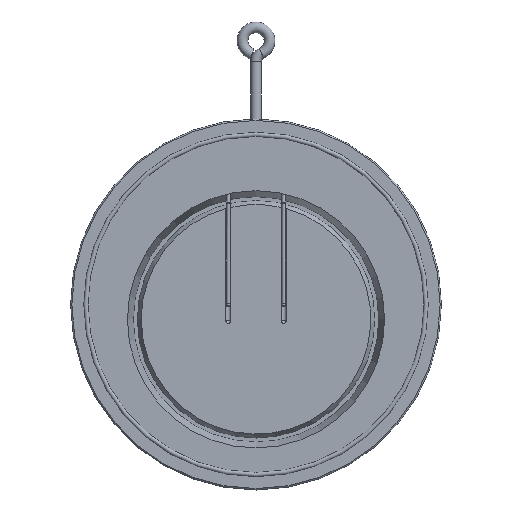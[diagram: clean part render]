
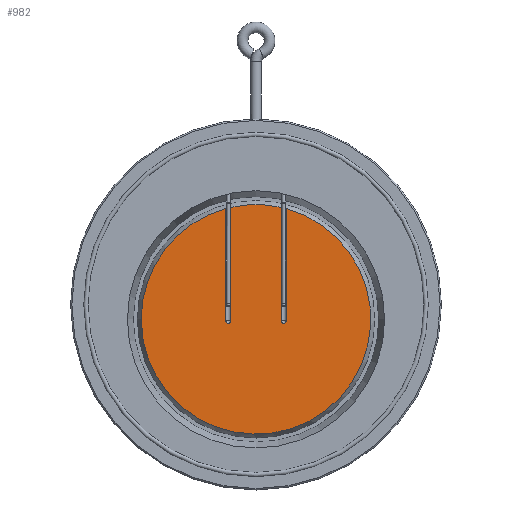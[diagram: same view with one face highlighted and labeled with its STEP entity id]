
A CAD part, top view. The second image highlights one B-rep face of the part: STEP entity #982.
In plain terms, the highlighted planar face has unit normal (0, 0, 1).
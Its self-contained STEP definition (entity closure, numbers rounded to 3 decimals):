
#68 = DIRECTION ( 'NONE',  ( -1., 0., 0. ) ) ;
#72 = DIRECTION ( 'NONE',  ( 0., -1., 0. ) ) ;
#85 = ORIENTED_EDGE ( 'NONE', *, *, #694, .F. ) ;
#87 = CARTESIAN_POINT ( 'NONE',  ( -22.331, -14., -0.505 ) ) ;
#125 = EDGE_CURVE ( 'NONE', #1273, #1256, #915, .T. ) ;
#145 = CARTESIAN_POINT ( 'NONE',  ( -22.331, -12.169, -0.505 ) ) ;
#178 = AXIS2_PLACEMENT_3D ( 'NONE', #849, #855, #871 ) ;
#183 = CARTESIAN_POINT ( 'NONE',  ( 22.331, -12.169, -0.505 ) ) ;
#220 = CARTESIAN_POINT ( 'NONE',  ( 18.669, 72.041, -0.505 ) ) ;
#226 = AXIS2_PLACEMENT_3D ( 'NONE', #511, #720, #570 ) ;
#227 = LINE ( 'NONE', #429, #655 ) ;
#255 = DIRECTION ( 'NONE',  ( 0., 0., -1. ) ) ;
#302 = ORIENTED_EDGE ( 'NONE', *, *, #586, .F. ) ;
#304 = ORIENTED_EDGE ( 'NONE', *, *, #967, .T. ) ;
#348 = AXIS2_PLACEMENT_3D ( 'NONE', #364, #377, #381 ) ;
#362 = CARTESIAN_POINT ( 'NONE',  ( 18.669, -14., -0.505 ) ) ;
#364 = CARTESIAN_POINT ( 'NONE',  ( 20.5, -12.169, -0.505 ) ) ;
#377 = DIRECTION ( 'NONE',  ( 0., 0., -1. ) ) ;
#381 = DIRECTION ( 'NONE',  ( 1., 0., 0. ) ) ;
#407 = CARTESIAN_POINT ( 'NONE',  ( 18.669, -12.169, -0.505 ) ) ;
#429 = CARTESIAN_POINT ( 'NONE',  ( -18.669, -14., -0.505 ) ) ;
#433 = DIRECTION ( 'NONE',  ( 0., 1., 0. ) ) ;
#437 = CARTESIAN_POINT ( 'NONE',  ( 22.331, -14., -0.505 ) ) ;
#445 = LINE ( 'NONE', #437, #1097 ) ;
#487 = DIRECTION ( 'NONE',  ( 0., 1., 0. ) ) ;
#511 = CARTESIAN_POINT ( 'NONE',  ( 0., 74.113, -0.505 ) ) ;
#537 = CARTESIAN_POINT ( 'NONE',  ( -20.5, -12.169, -0.505 ) ) ;
#543 = DIRECTION ( 'NONE',  ( 0., 0., -1. ) ) ;
#551 = DIRECTION ( 'NONE',  ( 1., 0., 0. ) ) ;
#555 = CARTESIAN_POINT ( 'NONE',  ( 22.331, 71.131, -0.505 ) ) ;
#569 = EDGE_CURVE ( 'NONE', #1005, #991, #227, .T. ) ;
#570 = DIRECTION ( 'NONE',  ( 1., 0., 0. ) ) ;
#571 = VECTOR ( 'NONE', #72, 1000. ) ;
#574 = CARTESIAN_POINT ( 'NONE',  ( -22.331, 71.131, -0.505 ) ) ;
#584 = CARTESIAN_POINT ( 'NONE',  ( -18.669, 72.041, -0.505 ) ) ;
#586 = EDGE_CURVE ( 'NONE', #991, #820, #789, .T. ) ;
#600 = AXIS2_PLACEMENT_3D ( 'NONE', #537, #543, #551 ) ;
#610 = DIRECTION ( 'NONE',  ( 0., -1., 0. ) ) ;
#634 = CARTESIAN_POINT ( 'NONE',  ( -18.669, -12.169, -0.505 ) ) ;
#639 = ORIENTED_EDGE ( 'NONE', *, *, #931, .F. ) ;
#642 = EDGE_LOOP ( 'NONE', ( #857, #304, #1195, #671, #639, #1082, #85, #302 ) ) ;
#655 = VECTOR ( 'NONE', #487, 1000. ) ;
#671 = ORIENTED_EDGE ( 'NONE', *, *, #125, .F. ) ;
#694 = EDGE_CURVE ( 'NONE', #820, #919, #880, .T. ) ;
#720 = DIRECTION ( 'NONE',  ( 0., 0., 1. ) ) ;
#722 = VECTOR ( 'NONE', #610, 1000. ) ;
#767 = EDGE_CURVE ( 'NONE', #1256, #786, #879, .T. ) ;
#786 = VERTEX_POINT ( 'NONE', #145 ) ;
#789 = CIRCLE ( 'NONE', #1071, 85.113 ) ;
#808 = PLANE ( 'NONE',  #226 ) ;
#814 = VERTEX_POINT ( 'NONE', #183 ) ;
#820 = VERTEX_POINT ( 'NONE', #220 ) ;
#846 = CARTESIAN_POINT ( 'NONE',  ( 0., -11., -0.505 ) ) ;
#849 = CARTESIAN_POINT ( 'NONE',  ( 0., -11., -0.505 ) ) ;
#855 = DIRECTION ( 'NONE',  ( 0., 0., -1. ) ) ;
#857 = ORIENTED_EDGE ( 'NONE', *, *, #569, .F. ) ;
#871 = DIRECTION ( 'NONE',  ( -1., 0., 0. ) ) ;
#879 = LINE ( 'NONE', #87, #571 ) ;
#880 = LINE ( 'NONE', #362, #722 ) ;
#887 = EDGE_CURVE ( 'NONE', #814, #919, #1171, .T. ) ;
#897 = CIRCLE ( 'NONE', #600, 1.831 ) ;
#910 = FACE_OUTER_BOUND ( 'NONE', #642, .T. ) ;
#915 = CIRCLE ( 'NONE', #178, 85.113 ) ;
#919 = VERTEX_POINT ( 'NONE', #407 ) ;
#931 = EDGE_CURVE ( 'NONE', #814, #1273, #445, .T. ) ;
#967 = EDGE_CURVE ( 'NONE', #1005, #786, #897, .T. ) ;
#982 = ADVANCED_FACE ( 'NONE', ( #910 ), #808, .T. ) ;
#991 = VERTEX_POINT ( 'NONE', #584 ) ;
#1005 = VERTEX_POINT ( 'NONE', #634 ) ;
#1071 = AXIS2_PLACEMENT_3D ( 'NONE', #846, #255, #68 ) ;
#1082 = ORIENTED_EDGE ( 'NONE', *, *, #887, .T. ) ;
#1097 = VECTOR ( 'NONE', #433, 1000. ) ;
#1171 = CIRCLE ( 'NONE', #348, 1.831 ) ;
#1195 = ORIENTED_EDGE ( 'NONE', *, *, #767, .F. ) ;
#1256 = VERTEX_POINT ( 'NONE', #574 ) ;
#1273 = VERTEX_POINT ( 'NONE', #555 ) ;
